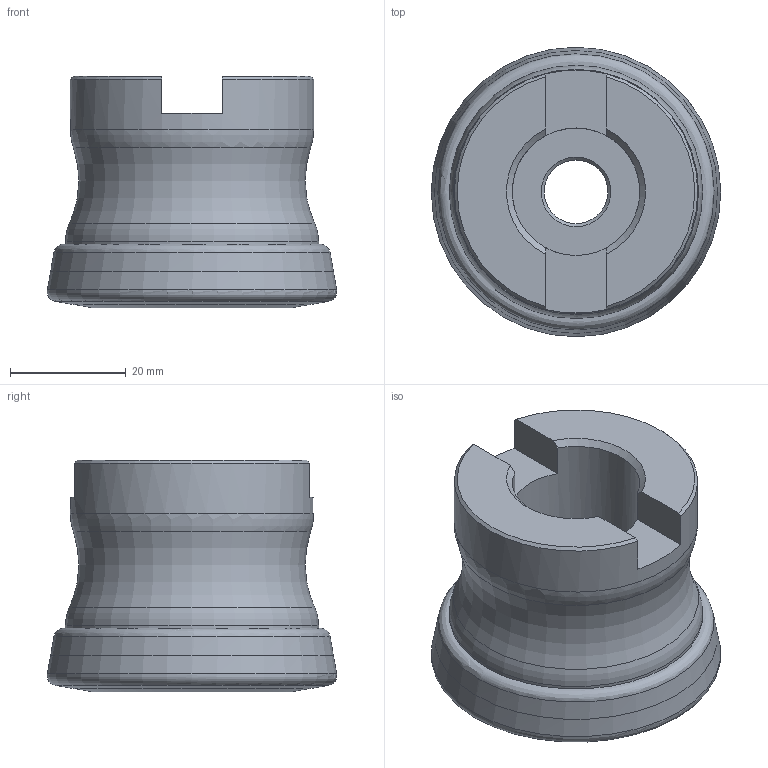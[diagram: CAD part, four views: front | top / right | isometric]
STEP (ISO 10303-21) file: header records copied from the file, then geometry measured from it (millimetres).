
FILE_DESCRIPTION(/* description */ (''),/* implementation_level */ '2;1');
FILE_NAME(/* name */ 'R220.21-0050-SP10.5A_Basic.stp',/* time_stamp */ '2021-09-20T14:41:54+05:00',/* author */ (''),/* organization */ (''),/* preprocessor_version */ 'ST-DEVELOPER v16.7',/* originating_system */ 'SIEMENS PLM Software NX 12.0',/* authorisation */ '');
FILE_SCHEMA (('AUTOMOTIVE_DESIGN { 1 0 10303 214 3 1 1 1 }'));
Length unit declared in the file: millimetre
Products named in the file (4): ASSEMBLY_CONSTRUCTION; NOCUT; CUT; A2359893_stp_stp
Assembly tree (3 placements, depth 2):
  A2359893_stp_stp
    CUT
    NOCUT
    ASSEMBLY_CONSTRUCTION
Bounding box: 49.97 x 49.96 x 40 mm (x, y, z)
Volume: 53941.9 mm3; surface area: 15032.9 mm2
Topology: 2 solids, 2 shells, 45 faces, 118 edges, 83 vertices
Faces by surface type: revolution 12, plane 11, torus 9, cone 8, cylinder 5
Full cylindrical faces by diameter (mm): 11 x1, 18 x1, 22.006 x1, 42 x1, 43.696 x1
Entity records: 1378 total; most frequent: CARTESIAN_POINT 300, DIRECTION 206, ORIENTED_EDGE 136, AXIS2_PLACEMENT_3D 87, EDGE_LOOP 78, EDGE_CURVE 68, FACE_BOUND 66, VERTEX_POINT 56
